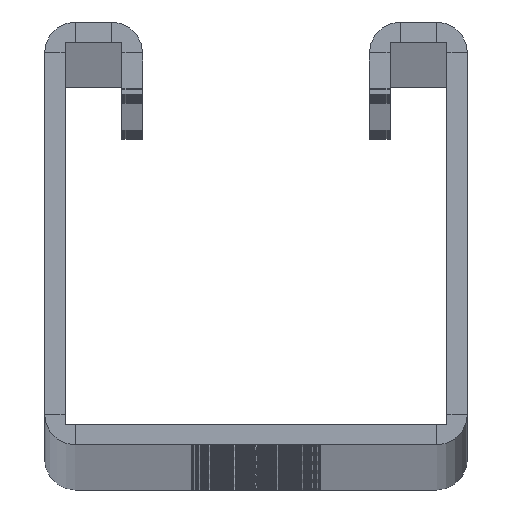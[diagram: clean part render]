
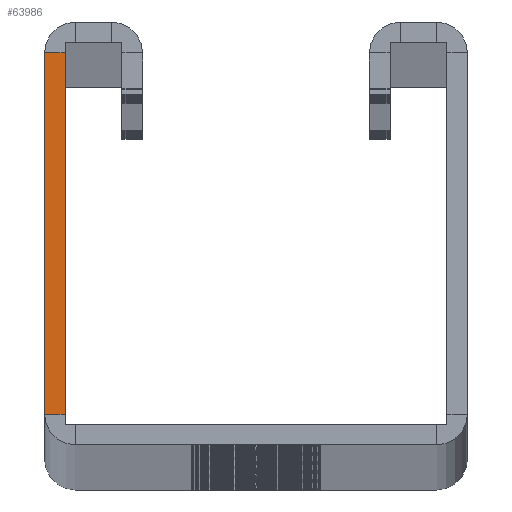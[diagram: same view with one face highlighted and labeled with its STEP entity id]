
A CAD part, top view. The second image highlights one B-rep face of the part: STEP entity #63986.
In plain terms, the highlighted planar face has unit normal (0, 0, 1).
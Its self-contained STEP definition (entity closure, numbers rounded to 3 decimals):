
#2255 = LINE ( 'NONE', #28401, #33036 ) ;
#5391 = ORIENTED_EDGE ( 'NONE', *, *, #41184, .T. ) ;
#6013 = CARTESIAN_POINT ( 'NONE',  ( -20.5, 3., 0. ) ) ;
#6668 = AXIS2_PLACEMENT_3D ( 'NONE', #75045, #30203, #24386 ) ;
#6862 = ORIENTED_EDGE ( 'NONE', *, *, #25557, .T. ) ;
#9458 = CARTESIAN_POINT ( 'NONE',  ( -20.5, 38., 0. ) ) ;
#9570 = CARTESIAN_POINT ( 'NONE',  ( -18.5, 38., 0. ) ) ;
#14688 = VERTEX_POINT ( 'NONE', #9458 ) ;
#17262 = LINE ( 'NONE', #36441, #18206 ) ;
#17399 = DIRECTION ( 'NONE',  ( 1., 0., 0. ) ) ;
#18206 = VECTOR ( 'NONE', #70663, 1000. ) ;
#21069 = VECTOR ( 'NONE', #56275, 1000. ) ;
#22027 = EDGE_CURVE ( 'NONE', #59144, #14688, #56362, .T. ) ;
#22404 = ORIENTED_EDGE ( 'NONE', *, *, #53571, .T. ) ;
#24386 = DIRECTION ( 'NONE',  ( 1., 0., 0. ) ) ;
#25557 = EDGE_CURVE ( 'NONE', #59144, #39979, #71928, .T. ) ;
#26547 = CARTESIAN_POINT ( 'NONE',  ( -18.5, 3., 0. ) ) ;
#26695 = CARTESIAN_POINT ( 'NONE',  ( -20.5, 0., 0. ) ) ;
#28401 = CARTESIAN_POINT ( 'NONE',  ( -18.5, 38., 0. ) ) ;
#30203 = DIRECTION ( 'NONE',  ( 0., 0., 1. ) ) ;
#33036 = VECTOR ( 'NONE', #33421, 1000. ) ;
#33421 = DIRECTION ( 'NONE',  ( -1., 0., 0. ) ) ;
#36441 = CARTESIAN_POINT ( 'NONE',  ( -18.5, 0., 0. ) ) ;
#37445 = VECTOR ( 'NONE', #17399, 1000. ) ;
#39979 = VERTEX_POINT ( 'NONE', #26547 ) ;
#41184 = EDGE_CURVE ( 'NONE', #58946, #14688, #2255, .T. ) ;
#43951 = FACE_OUTER_BOUND ( 'NONE', #67016, .T. ) ;
#46177 = PLANE ( 'NONE',  #6668 ) ;
#51822 = ORIENTED_EDGE ( 'NONE', *, *, #22027, .F. ) ;
#53571 = EDGE_CURVE ( 'NONE', #39979, #58946, #17262, .T. ) ;
#56275 = DIRECTION ( 'NONE',  ( 0., 1., 0. ) ) ;
#56362 = LINE ( 'NONE', #26695, #21069 ) ;
#58946 = VERTEX_POINT ( 'NONE', #9570 ) ;
#59144 = VERTEX_POINT ( 'NONE', #61969 ) ;
#61969 = CARTESIAN_POINT ( 'NONE',  ( -20.5, 3., 0. ) ) ;
#63986 = ADVANCED_FACE ( 'NONE', ( #43951 ), #46177, .T. ) ;
#67016 = EDGE_LOOP ( 'NONE', ( #51822, #6862, #22404, #5391 ) ) ;
#70663 = DIRECTION ( 'NONE',  ( 0., 1., 0. ) ) ;
#71928 = LINE ( 'NONE', #6013, #37445 ) ;
#75045 = CARTESIAN_POINT ( 'NONE',  ( -17.5, 2., 0. ) ) ;
